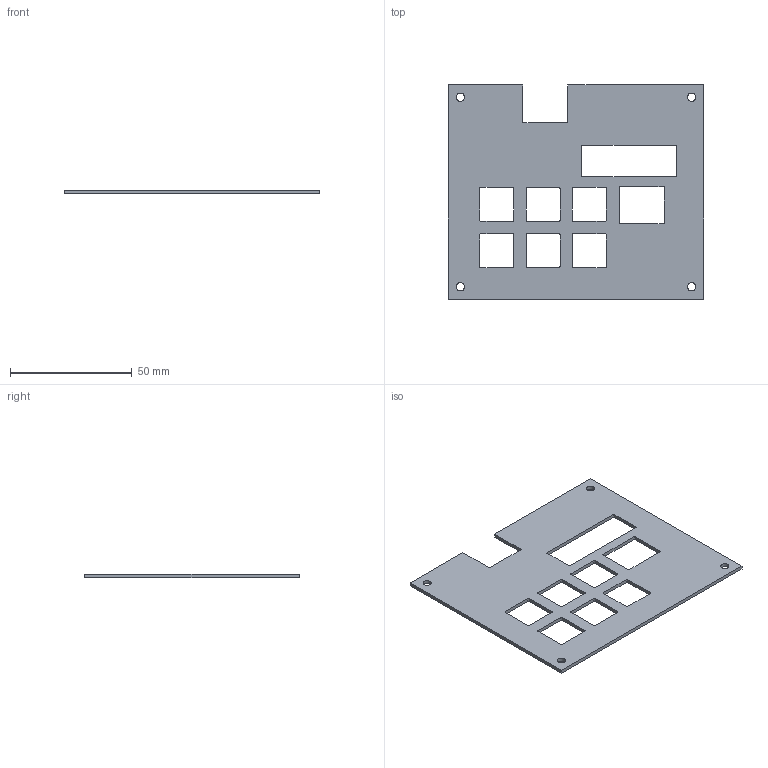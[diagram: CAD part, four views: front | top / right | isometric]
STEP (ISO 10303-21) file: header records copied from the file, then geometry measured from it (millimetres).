
FILE_DESCRIPTION(/* description */ (''),/* implementation_level */ '2;1');
FILE_NAME(/* name */ 'top_for_case.step',/* time_stamp */ '2026-02-11T19:34:48+02:00',/* author */ (''),/* organization */ (''),/* preprocessor_version */ 'ST-DEVELOPER v20.1',/* originating_system */ 'Autodesk Translation Framework v14.21.0.0',/* authorisation */ '');
FILE_SCHEMA (('AUTOMOTIVE_DESIGN { 1 0 10303 214 3 1 1 }'));
Length unit declared in the file: millimetre
Products named in the file (1): 2026-01-14-17-58-25-850
Bounding box: 105.05 x 88 x 1.5 mm (x, y, z)
Volume: 10429.5 mm3; surface area: 15408.5 mm2
Topology: 1 solids, 1 shells, 384 faces, 1068 edges, 712 vertices
Faces by surface type: plane 181, bspline 175, cylinder 28
Full cylindrical faces by diameter (mm): 3.4 x4
Entity records: 13919 total; most frequent: CARTESIAN_POINT 5140, ORIENTED_EDGE 2136, DIRECTION 1194, EDGE_CURVE 1068, VERTEX_POINT 712, LINE 662, VECTOR 662, EDGE_LOOP 434
